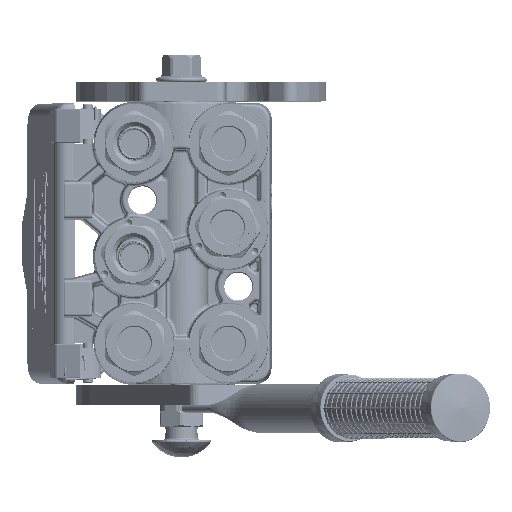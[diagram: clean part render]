
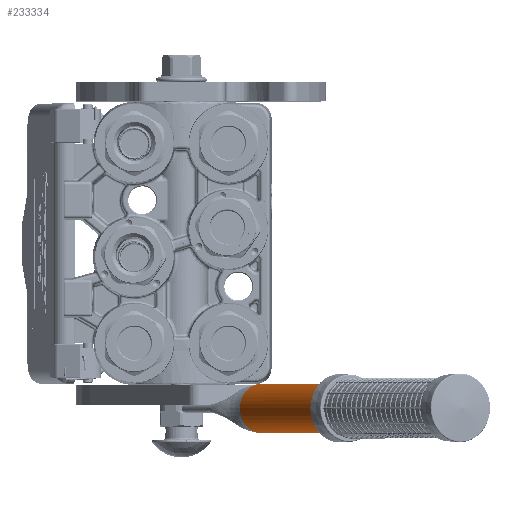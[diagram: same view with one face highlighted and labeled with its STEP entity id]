
A CAD part, top view. The second image highlights one B-rep face of the part: STEP entity #233334.
In plain terms, the highlighted cylindrical face has radius 12.5 mm (diameter 25 mm), a partial arc.
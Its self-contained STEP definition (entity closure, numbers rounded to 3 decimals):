
#606 = CARTESIAN_POINT ( 'NONE',  ( -12.478, 0.167, 0.748 ) ) ;
#6932 = CARTESIAN_POINT ( 'NONE',  ( -12.5, 198., 0. ) ) ;
#15134 = EDGE_CURVE ( 'NONE', #183429, #93216, #134325, .T. ) ;
#17861 = EDGE_CURVE ( 'NONE', #33985, #190372, #170052, .T. ) ;
#17895 = EDGE_LOOP ( 'NONE', ( #192595, #151702, #175945, #221194, #206588, #111487, #80518 ) ) ;
#19529 = CARTESIAN_POINT ( 'NONE',  ( 12.426, 0., 1.36 ) ) ;
#21147 = CARTESIAN_POINT ( 'NONE',  ( -12.471, 0.146, 0.847 ) ) ;
#26454 = CARTESIAN_POINT ( 'NONE',  ( -12.5, 0.24, 0. ) ) ;
#33985 = VERTEX_POINT ( 'NONE', #212455 ) ;
#34120 = DIRECTION ( 'NONE',  ( 0., 1., 0. ) ) ;
#36278 = CARTESIAN_POINT ( 'NONE',  ( 12.5, 0.24, 0. ) ) ;
#40853 = CARTESIAN_POINT ( 'NONE',  ( -12.466, 0.127, 0.927 ) ) ;
#41726 = CARTESIAN_POINT ( 'NONE',  ( -12.494, 0.221, 0.449 ) ) ;
#57348 = EDGE_CURVE ( 'NONE', #142493, #139566, #107689, .T. ) ;
#61380 = CARTESIAN_POINT ( 'NONE',  ( -12.468, 0.136, 0.889 ) ) ;
#63300 = CARTESIAN_POINT ( 'NONE',  ( 12.492, 0.214, 0.452 ) ) ;
#65789 = CARTESIAN_POINT ( 'NONE',  ( -12.5, 0.24, 0.216 ) ) ;
#67708 = AXIS2_PLACEMENT_3D ( 'NONE', #219795, #260042, #97690 ) ;
#68722 = EDGE_CURVE ( 'NONE', #183429, #139566, #93853, .T. ) ;
#72982 = CARTESIAN_POINT ( 'NONE',  ( 0., 0., 0. ) ) ;
#73942 = FACE_OUTER_BOUND ( 'NONE', #17895, .T. ) ;
#74742 = DIRECTION ( 'NONE',  ( 1., 0., 0. ) ) ;
#79290 = CARTESIAN_POINT ( 'NONE',  ( -12.452, 0.083, 1.1 ) ) ;
#80498 = AXIS2_PLACEMENT_3D ( 'NONE', #115417, #34120, #258164 ) ;
#80518 = ORIENTED_EDGE ( 'NONE', *, *, #68722, .F. ) ;
#83774 = CARTESIAN_POINT ( 'NONE',  ( 12.482, 0.182, 0.665 ) ) ;
#90025 = AXIS2_PLACEMENT_3D ( 'NONE', #72982, #176540, #74742 ) ;
#91719 = CARTESIAN_POINT ( 'NONE',  ( 12.426, 0., 1.36 ) ) ;
#93216 = VERTEX_POINT ( 'NONE', #164226 ) ;
#93853 = B_SPLINE_CURVE_WITH_KNOTS ( 'NONE', 3,
 ( #185592, #120491, #100890, #243573, #63300, #121371, #264160, #206067, #83774, #100006, #245334, #242712, #263273, #142794, #19529 ),
 .UNSPECIFIED., .F., .F.,
 ( 4, 2, 2, 1, 1, 1, 2, 2, 4 ),
 ( 0., 0.25, 0.375, 0.437, 0.469, 0.484, 0.492, 0.5, 1. ),
 .UNSPECIFIED. ) ;
#97690 = DIRECTION ( 'NONE',  ( -0.994, 0., 0.109 ) ) ;
#100006 = CARTESIAN_POINT ( 'NONE',  ( 12.482, 0.18, 0.676 ) ) ;
#100738 = CARTESIAN_POINT ( 'NONE',  ( -12.464, 0.121, 0.953 ) ) ;
#100890 = CARTESIAN_POINT ( 'NONE',  ( 12.499, 0.235, 0.221 ) ) ;
#107689 = CIRCLE ( 'NONE', #80498, 12.5 ) ;
#111487 = ORIENTED_EDGE ( 'NONE', *, *, #57348, .T. ) ;
#113227 = EDGE_CURVE ( 'NONE', #190372, #185671, #190074, .T. ) ;
#114136 = EDGE_CURVE ( 'NONE', #185671, #93216, #185444, .T. ) ;
#115417 = CARTESIAN_POINT ( 'NONE',  ( 0., 0., 0. ) ) ;
#116470 = DIRECTION ( 'NONE',  ( 0., 1., 0. ) ) ;
#120491 = CARTESIAN_POINT ( 'NONE',  ( 12.5, 0.24, 0.108 ) ) ;
#121371 = CARTESIAN_POINT ( 'NONE',  ( 12.488, 0.202, 0.541 ) ) ;
#127284 = CIRCLE ( 'NONE', #67708, 12.5 ) ;
#134325 = LINE ( 'NONE', #36278, #140736 ) ;
#135814 = VECTOR ( 'NONE', #247826, 1000. ) ;
#139250 = CARTESIAN_POINT ( 'NONE',  ( 0., 0., 12.5 ) ) ;
#139566 = VERTEX_POINT ( 'NONE', #91719 ) ;
#140736 = VECTOR ( 'NONE', #218327, 1000. ) ;
#142493 = VERTEX_POINT ( 'NONE', #139250 ) ;
#142794 = CARTESIAN_POINT ( 'NONE',  ( 12.456, 0.096, 1.087 ) ) ;
#143532 = CARTESIAN_POINT ( 'NONE',  ( -12.426, 0., 1.36 ) ) ;
#145283 = CARTESIAN_POINT ( 'NONE',  ( -12.5, 0.24, 0. ) ) ;
#151702 = ORIENTED_EDGE ( 'NONE', *, *, #114136, .F. ) ;
#157524 = DIRECTION ( 'NONE',  ( -1., 0., 0. ) ) ;
#164047 = CARTESIAN_POINT ( 'NONE',  ( -12.479, 0.172, 0.721 ) ) ;
#164226 = CARTESIAN_POINT ( 'NONE',  ( 12.5, 198., 0. ) ) ;
#170052 = B_SPLINE_CURVE_WITH_KNOTS ( 'NONE', 3,
 ( #143532, #244303, #79290, #221992, #100738, #40853, #183715, #201504, #61380, #21147, #243442, #606, #164047, #41726, #65789, #145283 ),
 .UNSPECIFIED., .F., .F.,
 ( 4, 2, 1, 2, 2, 1, 2, 2, 4 ),
 ( 0., 0.25, 0.312, 0.328, 0.344, 0.375, 0.437, 0.5, 1. ),
 .UNSPECIFIED. ) ;
#175945 = ORIENTED_EDGE ( 'NONE', *, *, #113227, .F. ) ;
#176540 = DIRECTION ( 'NONE',  ( 0., -1., 0. ) ) ;
#183429 = VERTEX_POINT ( 'NONE', #263093 ) ;
#183715 = CARTESIAN_POINT ( 'NONE',  ( -12.466, 0.13, 0.917 ) ) ;
#185444 = CIRCLE ( 'NONE', #194938, 12.5 ) ;
#185592 = CARTESIAN_POINT ( 'NONE',  ( 12.5, 0.24, 0. ) ) ;
#185621 = CYLINDRICAL_SURFACE ( 'NONE', #90025, 12.5 ) ;
#185671 = VERTEX_POINT ( 'NONE', #6932 ) ;
#190074 = LINE ( 'NONE', #26454, #135814 ) ;
#190372 = VERTEX_POINT ( 'NONE', #194524 ) ;
#192595 = ORIENTED_EDGE ( 'NONE', *, *, #15134, .T. ) ;
#194524 = CARTESIAN_POINT ( 'NONE',  ( -12.5, 0.24, 0. ) ) ;
#194938 = AXIS2_PLACEMENT_3D ( 'NONE', #197638, #116470, #157524 ) ;
#197638 = CARTESIAN_POINT ( 'NONE',  ( 0., 198., 0. ) ) ;
#201504 = CARTESIAN_POINT ( 'NONE',  ( -12.467, 0.131, 0.91 ) ) ;
#206067 = CARTESIAN_POINT ( 'NONE',  ( 12.484, 0.186, 0.638 ) ) ;
#206588 = ORIENTED_EDGE ( 'NONE', *, *, #260215, .T. ) ;
#212455 = CARTESIAN_POINT ( 'NONE',  ( -12.426, 0., 1.36 ) ) ;
#218327 = DIRECTION ( 'NONE',  ( 0., 1., 0. ) ) ;
#219795 = CARTESIAN_POINT ( 'NONE',  ( 0., 0., 0. ) ) ;
#221194 = ORIENTED_EDGE ( 'NONE', *, *, #17861, .F. ) ;
#221992 = CARTESIAN_POINT ( 'NONE',  ( -12.461, 0.114, 0.981 ) ) ;
#233334 = ADVANCED_FACE ( 'NONE', ( #73942 ), #185621, .T. ) ;
#242712 = CARTESIAN_POINT ( 'NONE',  ( 12.481, 0.178, 0.688 ) ) ;
#243442 = CARTESIAN_POINT ( 'NONE',  ( -12.474, 0.155, 0.804 ) ) ;
#243573 = CARTESIAN_POINT ( 'NONE',  ( 12.494, 0.22, 0.394 ) ) ;
#244303 = CARTESIAN_POINT ( 'NONE',  ( -12.441, 0.049, 1.219 ) ) ;
#245334 = CARTESIAN_POINT ( 'NONE',  ( 12.481, 0.178, 0.683 ) ) ;
#247826 = DIRECTION ( 'NONE',  ( 0., 1., 0. ) ) ;
#258164 = DIRECTION ( 'NONE',  ( -0.994, 0., 0.109 ) ) ;
#260042 = DIRECTION ( 'NONE',  ( 0., 1., 0. ) ) ;
#260215 = EDGE_CURVE ( 'NONE', #33985, #142493, #127284, .T. ) ;
#263093 = CARTESIAN_POINT ( 'NONE',  ( 12.5, 0.24, 0. ) ) ;
#263273 = CARTESIAN_POINT ( 'NONE',  ( 12.472, 0.146, 0.859 ) ) ;
#264160 = CARTESIAN_POINT ( 'NONE',  ( 12.486, 0.195, 0.586 ) ) ;
